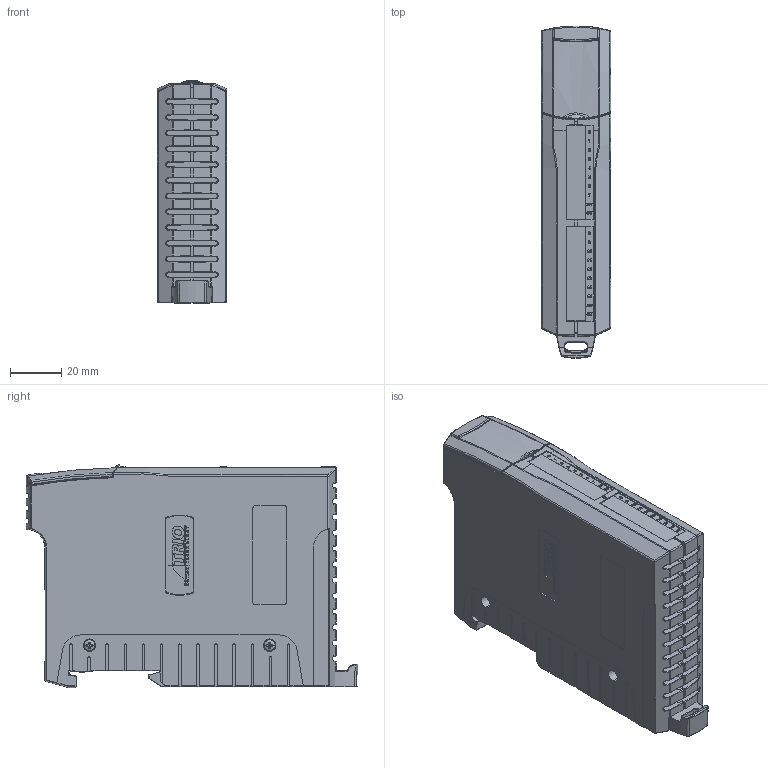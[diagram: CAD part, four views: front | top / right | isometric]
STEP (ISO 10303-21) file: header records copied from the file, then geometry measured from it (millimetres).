
FILE_DESCRIPTION (( 'STEP AP203' ), '1' );
FILE_NAME ('TRO-02 Assembly solid.STEP', '2011-11-03T12:06:08', ( 'Ross' ), ( 'John Ewans Design' ), 'SwSTEP 2.0', 'SolidWorks 2011', '' );
FILE_SCHEMA (( 'CONFIG_CONTROL_DESIGN' ));
Products named in the file (1): TRO-02 Assembly solid
Bounding box: 27 x 128.85 x 86.69 mm (x, y, z)
Volume: 249631.8 mm3; surface area: 36177.1 mm2
Topology: 1 solids, 1 shells, 2251 faces, 6089 edges, 3929 vertices
Faces by surface type: plane 1208, cylinder 522, bspline 411, torus 41, sphere 38, cone 31
Entity records: 77379 total; most frequent: CARTESIAN_POINT 23760, ORIENTED_EDGE 12164, DIRECTION 9736, EDGE_CURVE 6082, VERTEX_POINT 3926, VECTOR 3868, LINE 3868, AXIS2_PLACEMENT_3D 2934
